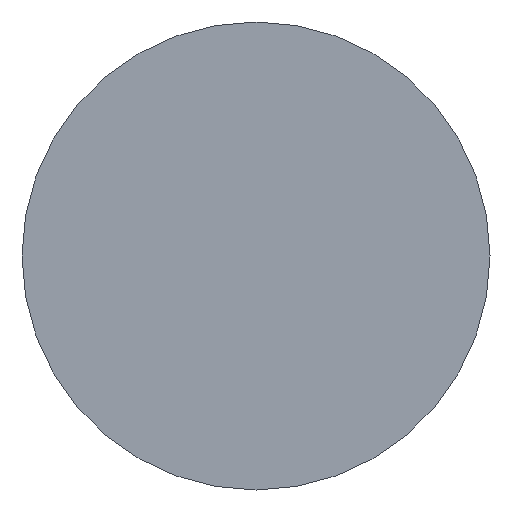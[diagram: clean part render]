
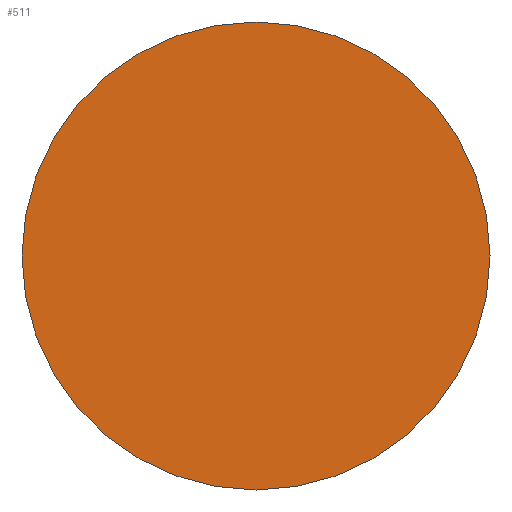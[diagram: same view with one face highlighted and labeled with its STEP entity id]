
A CAD part, front view. The second image highlights one B-rep face of the part: STEP entity #511.
In plain terms, the highlighted planar face has unit normal (0, -1, 0).
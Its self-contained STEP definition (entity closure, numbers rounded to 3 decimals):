
#52=PLANE('',#589);
#116=FACE_OUTER_BOUND('',#150,.T.);
#150=EDGE_LOOP('',(#447,#448));
#208=CIRCLE('',#590,30.);
#209=CIRCLE('',#591,30.);
#253=VERTEX_POINT('',#920);
#254=VERTEX_POINT('',#921);
#321=EDGE_CURVE('',#253,#254,#208,.T.);
#322=EDGE_CURVE('',#254,#253,#209,.T.);
#447=ORIENTED_EDGE('',*,*,#321,.F.);
#448=ORIENTED_EDGE('',*,*,#322,.F.);
#511=ADVANCED_FACE('',(#116),#52,.T.);
#589=AXIS2_PLACEMENT_3D('',#919,#720,#721);
#590=AXIS2_PLACEMENT_3D('',#922,#722,#723);
#591=AXIS2_PLACEMENT_3D('',#923,#724,#725);
#720=DIRECTION('center_axis',(0.,-1.,0.));
#721=DIRECTION('ref_axis',(0.,0.,-1.));
#722=DIRECTION('center_axis',(0.,1.,0.));
#723=DIRECTION('ref_axis',(-1.,0.,0.));
#724=DIRECTION('center_axis',(0.,1.,0.));
#725=DIRECTION('ref_axis',(-1.,0.,0.));
#919=CARTESIAN_POINT('Origin',(-15.,0.,0.));
#920=CARTESIAN_POINT('',(-30.,0.,0.));
#921=CARTESIAN_POINT('',(30.,0.,0.));
#922=CARTESIAN_POINT('Origin',(0.,0.,0.));
#923=CARTESIAN_POINT('Origin',(0.,0.,0.));
